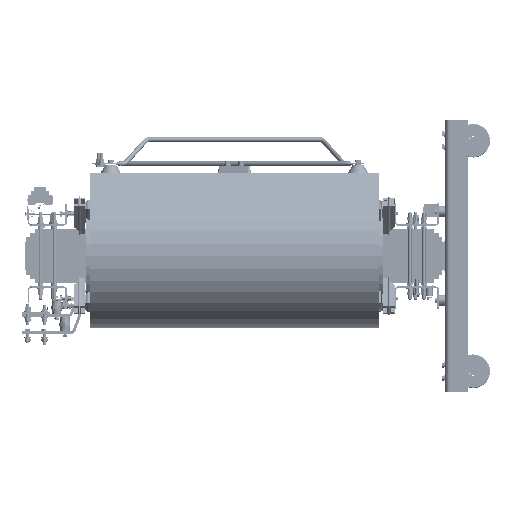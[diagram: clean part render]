
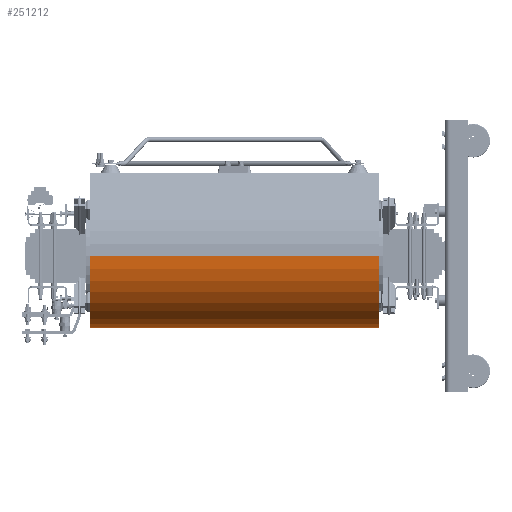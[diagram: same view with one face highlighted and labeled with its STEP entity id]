
A CAD part, left-side view. The second image highlights one B-rep face of the part: STEP entity #251212.
In plain terms, the highlighted cylindrical face has radius 257.5 mm (diameter 515 mm), a partial arc.
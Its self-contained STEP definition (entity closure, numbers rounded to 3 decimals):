
#154 = CYLINDRICAL_SURFACE ( 'NONE', #415655, 257.5 ) ;
#241 = FACE_OUTER_BOUND ( 'NONE', #104414, .T. ) ;
#11960 = VERTEX_POINT ( 'NONE', #79892 ) ;
#11997 = VERTEX_POINT ( 'NONE', #80071 ) ;
#12027 = VERTEX_POINT ( 'NONE', #80047 ) ;
#12138 = VERTEX_POINT ( 'NONE', #79995 ) ;
#15944 = DIRECTION ( 'NONE',  ( 0., -1., 0. ) ) ;
#16150 = CARTESIAN_POINT ( 'NONE',  ( -540., 515., 0. ) ) ;
#16161 = DIRECTION ( 'NONE',  ( -1., 0., 0. ) ) ;
#61634 = ORIENTED_EDGE ( 'NONE', *, *, #415794, .T. ) ;
#61645 = ORIENTED_EDGE ( 'NONE', *, *, #415839, .T. ) ;
#61704 = ORIENTED_EDGE ( 'NONE', *, *, #415752, .F. ) ;
#61710 = ORIENTED_EDGE ( 'NONE', *, *, #415757, .F. ) ;
#79892 = CARTESIAN_POINT ( 'NONE',  ( -797.5, -515., 0. ) ) ;
#79995 = CARTESIAN_POINT ( 'NONE',  ( -282.5, 515., 0. ) ) ;
#80047 = CARTESIAN_POINT ( 'NONE',  ( -282.5, -515., 0. ) ) ;
#80071 = CARTESIAN_POINT ( 'NONE',  ( -797.5, 515., 0. ) ) ;
#104414 = EDGE_LOOP ( 'NONE', ( #61704, #61634, #61645, #61710 ) ) ;
#111458 = AXIS2_PLACEMENT_3D ( 'NONE', #313531, #313546, #313532 ) ;
#111561 = AXIS2_PLACEMENT_3D ( 'NONE', #313607, #313562, #313579 ) ;
#251212 = ADVANCED_FACE ( 'NONE', ( #241 ), #154, .T. ) ;
#313484 = CARTESIAN_POINT ( 'NONE',  ( -797.5, 515., 0. ) ) ;
#313527 = DIRECTION ( 'NONE',  ( 0., -1., 0. ) ) ;
#313531 = CARTESIAN_POINT ( 'NONE',  ( -540., 515., 0. ) ) ;
#313532 = DIRECTION ( 'NONE',  ( 1., 0., 0. ) ) ;
#313546 = DIRECTION ( 'NONE',  ( 0., 1., 0. ) ) ;
#313562 = DIRECTION ( 'NONE',  ( 0., 1., 0. ) ) ;
#313579 = DIRECTION ( 'NONE',  ( 1., 0., 0. ) ) ;
#313590 = DIRECTION ( 'NONE',  ( 0., -1., 0. ) ) ;
#313607 = CARTESIAN_POINT ( 'NONE',  ( -540., -515., 0. ) ) ;
#313616 = CARTESIAN_POINT ( 'NONE',  ( -282.5, 515., 0. ) ) ;
#415655 = AXIS2_PLACEMENT_3D ( 'NONE', #16150, #15944, #16161 ) ;
#415752 = EDGE_CURVE ( 'NONE', #12138, #11997, #463138, .T. ) ;
#415757 = EDGE_CURVE ( 'NONE', #11997, #11960, #463019, .T. ) ;
#415794 = EDGE_CURVE ( 'NONE', #12138, #12027, #462998, .T. ) ;
#415839 = EDGE_CURVE ( 'NONE', #12027, #11960, #463258, .T. ) ;
#462998 = LINE ( 'NONE', #313616, #463185 ) ;
#463019 = LINE ( 'NONE', #313484, #463161 ) ;
#463138 = CIRCLE ( 'NONE', #111458, 257.5 ) ;
#463161 = VECTOR ( 'NONE', #313527, 1000. ) ;
#463185 = VECTOR ( 'NONE', #313590, 1000. ) ;
#463258 = CIRCLE ( 'NONE', #111561, 257.5 ) ;
